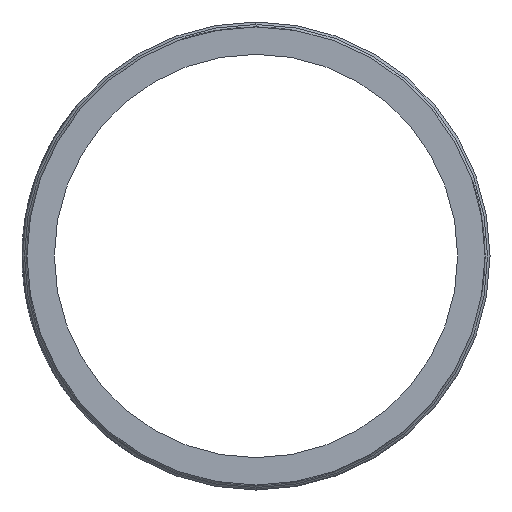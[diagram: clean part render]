
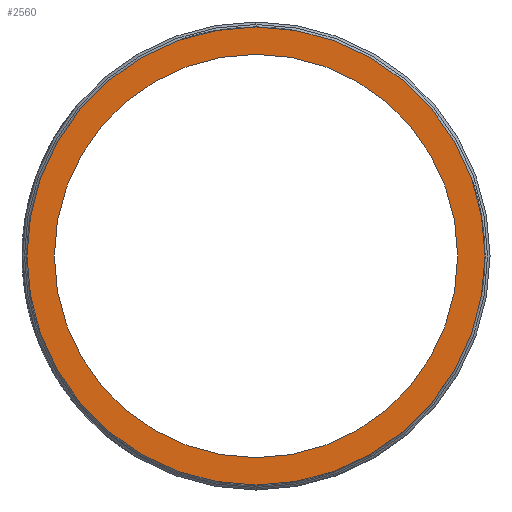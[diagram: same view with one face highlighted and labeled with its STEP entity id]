
A CAD part, left-side view. The second image highlights one B-rep face of the part: STEP entity #2560.
In plain terms, the highlighted planar face has unit normal (-1, 0, 0).
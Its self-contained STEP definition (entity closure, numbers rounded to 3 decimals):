
#86 = VERTEX_POINT ( 'NONE', #3747 ) ;
#111 = VERTEX_POINT ( 'NONE', #2281 ) ;
#205 = EDGE_CURVE ( 'NONE', #2356, #86, #4215, .T. ) ;
#486 = ORIENTED_EDGE ( 'NONE', *, *, #205, .T. ) ;
#667 = PLANE ( 'NONE',  #2679 ) ;
#798 = EDGE_LOOP ( 'NONE', ( #4155, #5228 ) ) ;
#1021 = DIRECTION ( 'NONE',  ( 0., 0., 1. ) ) ;
#1207 = CARTESIAN_POINT ( 'NONE',  ( -14.4, 0., -4.6 ) ) ;
#1359 = EDGE_CURVE ( 'NONE', #5442, #111, #4808, .T. ) ;
#1523 = DIRECTION ( 'NONE',  ( -1., 0., 0. ) ) ;
#2183 = FACE_BOUND ( 'NONE', #798, .T. ) ;
#2281 = CARTESIAN_POINT ( 'NONE',  ( -14.4, 0., -4.05 ) ) ;
#2298 = AXIS2_PLACEMENT_3D ( 'NONE', #4784, #1523, #2368 ) ;
#2356 = VERTEX_POINT ( 'NONE', #2923 ) ;
#2368 = DIRECTION ( 'NONE',  ( 0., 0., 1. ) ) ;
#2499 = DIRECTION ( 'NONE',  ( 0., 0., 1. ) ) ;
#2560 = ADVANCED_FACE ( 'NONE', ( #2183, #4021 ), #667, .F. ) ;
#2679 = AXIS2_PLACEMENT_3D ( 'NONE', #1207, #3559, #5787 ) ;
#2904 = DIRECTION ( 'NONE',  ( -1., 0., 0. ) ) ;
#2923 = CARTESIAN_POINT ( 'NONE',  ( -14.4, 0., -4.6 ) ) ;
#2955 = ORIENTED_EDGE ( 'NONE', *, *, #3221, .T. ) ;
#3221 = EDGE_CURVE ( 'NONE', #86, #2356, #4938, .T. ) ;
#3316 = CARTESIAN_POINT ( 'NONE',  ( -14.4, 0., 4.05 ) ) ;
#3493 = CARTESIAN_POINT ( 'NONE',  ( -14.4, 0., 0. ) ) ;
#3559 = DIRECTION ( 'NONE',  ( 1., 0., 0. ) ) ;
#3747 = CARTESIAN_POINT ( 'NONE',  ( -14.4, 0., 4.6 ) ) ;
#3832 = AXIS2_PLACEMENT_3D ( 'NONE', #3493, #2904, #4895 ) ;
#3834 = CARTESIAN_POINT ( 'NONE',  ( -14.4, 0., 0. ) ) ;
#3938 = AXIS2_PLACEMENT_3D ( 'NONE', #4716, #5695, #2499 ) ;
#4021 = FACE_OUTER_BOUND ( 'NONE', #5003, .T. ) ;
#4155 = ORIENTED_EDGE ( 'NONE', *, *, #1359, .F. ) ;
#4161 = CIRCLE ( 'NONE', #2298, 4.05 ) ;
#4215 = CIRCLE ( 'NONE', #3938, 4.6 ) ;
#4448 = AXIS2_PLACEMENT_3D ( 'NONE', #3834, #5237, #1021 ) ;
#4716 = CARTESIAN_POINT ( 'NONE',  ( -14.4, 0., 0. ) ) ;
#4784 = CARTESIAN_POINT ( 'NONE',  ( -14.4, 0., 0. ) ) ;
#4808 = CIRCLE ( 'NONE', #3832, 4.05 ) ;
#4895 = DIRECTION ( 'NONE',  ( 0., 0., 1. ) ) ;
#4938 = CIRCLE ( 'NONE', #4448, 4.6 ) ;
#5003 = EDGE_LOOP ( 'NONE', ( #2955, #486 ) ) ;
#5228 = ORIENTED_EDGE ( 'NONE', *, *, #5331, .F. ) ;
#5237 = DIRECTION ( 'NONE',  ( -1., 0., 0. ) ) ;
#5331 = EDGE_CURVE ( 'NONE', #111, #5442, #4161, .T. ) ;
#5442 = VERTEX_POINT ( 'NONE', #3316 ) ;
#5695 = DIRECTION ( 'NONE',  ( -1., 0., 0. ) ) ;
#5787 = DIRECTION ( 'NONE',  ( 0., 0., -1. ) ) ;
